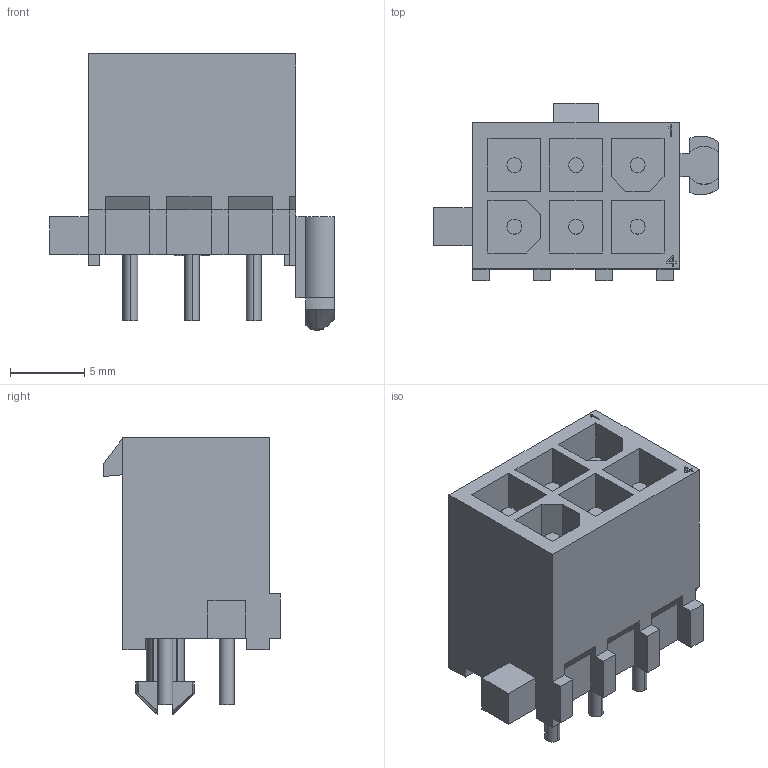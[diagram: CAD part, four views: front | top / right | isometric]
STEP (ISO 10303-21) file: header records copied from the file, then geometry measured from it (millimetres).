
FILE_DESCRIPTION(('STEP AP242'),'1');
FILE_NAME('74m8234_1-770178-1.stp','2018-11-15T08:16:37',('TraceParts'),('TraceParts S.A.'),'Spatial InterOp 3D',' ',' ');
FILE_SCHEMA(('AP242_MANAGED_MODEL_BASED_3D_ENGINEERING_MIM_LF {1 0 10303 442 1 1 4}'));
Length unit declared in the file: millimetre
Products named in the file (1): 74m8234_1-770178-1
Bounding box: 19.15 x 11.89 x 18.57 mm (x, y, z)
Volume: 1261.6 mm3; surface area: 2111.9 mm2
Topology: 1 solids, 1 shells, 215 faces, 553 edges, 366 vertices
Faces by surface type: plane 173, cylinder 32, torus 4, cone 4, extrusion 2
Entity records: 6568 total; most frequent: CARTESIAN_POINT 1265, ORIENTED_EDGE 1106, DIRECTION 1039, EDGE_CURVE 553, VECTOR 467, LINE 465, VERTEX_POINT 366, AXIS2_PLACEMENT_3D 286
